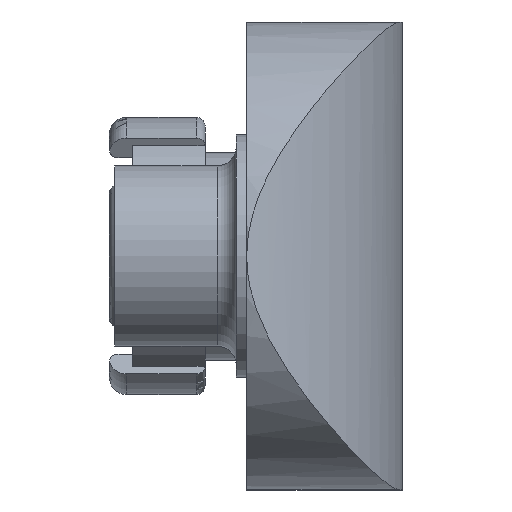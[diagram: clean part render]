
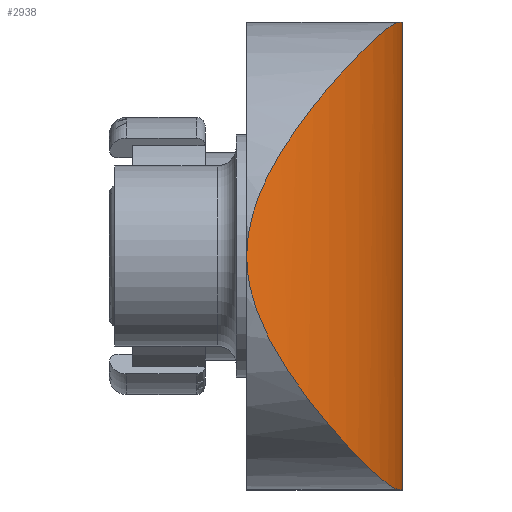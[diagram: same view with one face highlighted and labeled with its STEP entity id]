
A CAD part, left-side view. The second image highlights one B-rep face of the part: STEP entity #2938.
In plain terms, the highlighted cylindrical face has radius 9.45 mm (diameter 18.901 mm), a partial arc.
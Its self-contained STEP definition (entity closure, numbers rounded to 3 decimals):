
#9 = CARTESIAN_POINT ( 'NONE',  ( -13.098, 4.337, 1.192 ) ) ;
#15 = DIRECTION ( 'NONE',  ( 0., 0., 1. ) ) ;
#17 = CARTESIAN_POINT ( 'NONE',  ( -13.187, 4.479, -0.481 ) ) ;
#19 = FACE_OUTER_BOUND ( 'NONE', #3533, .T. ) ;
#49 = CARTESIAN_POINT ( 'NONE',  ( -10.961, 1.988, -5.039 ) ) ;
#81 = CARTESIAN_POINT ( 'NONE',  ( -12.805, 3.907, -2.286 ) ) ;
#172 = LINE ( 'NONE', #3628, #3572 ) ;
#235 = B_SPLINE_CURVE_WITH_KNOTS ( 'NONE', 3,
 ( #2405, #886, #384, #370, #3557, #324, #3279, #2420, #49, #655, #643, #2115, #1197, #3264, #81, #1250, #1492, #3295, #1782, #17, #2946, #971 ),
 .UNSPECIFIED., .F., .F.,
 ( 4, 2, 2, 2, 2, 2, 2, 2, 2, 2, 4 ),
 ( 0., 0.001, 0.003, 0.004, 0.006, 0.007, 0.009, 0.009, 0.01, 0.011, 0.012 ),
 .UNSPECIFIED. ) ;
#283 = CARTESIAN_POINT ( 'NONE',  ( -10.641, 1.747, 5.309 ) ) ;
#324 = CARTESIAN_POINT ( 'NONE',  ( -9.557, 1.078, -6.009 ) ) ;
#327 = CARTESIAN_POINT ( 'NONE',  ( -11.396, 2.356, 4.598 ) ) ;
#370 = CARTESIAN_POINT ( 'NONE',  ( -8.305, 0.53, -6.507 ) ) ;
#384 = CARTESIAN_POINT ( 'NONE',  ( -7.401, 0.26, -6.699 ) ) ;
#586 = CARTESIAN_POINT ( 'NONE',  ( -8.739, 0.705, 6.354 ) ) ;
#600 = EDGE_CURVE ( 'NONE', #2070, #1116, #235, .T. ) ;
#610 = CARTESIAN_POINT ( 'NONE',  ( -12.813, 3.913, 2.292 ) ) ;
#643 = CARTESIAN_POINT ( 'NONE',  ( -11.803, 2.73, -4.133 ) ) ;
#655 = CARTESIAN_POINT ( 'NONE',  ( -11.541, 2.478, -4.452 ) ) ;
#675 = CARTESIAN_POINT ( 'NONE',  ( -13.2, 4.5, 0. ) ) ;
#683 = ORIENTED_EDGE ( 'NONE', *, *, #1056, .F. ) ;
#886 = CARTESIAN_POINT ( 'NONE',  ( -6.934, 0.157, -6.75 ) ) ;
#928 = AXIS2_PLACEMENT_3D ( 'NONE', #2752, #962, #2212 ) ;
#962 = DIRECTION ( 'NONE',  ( 0., 0., 1. ) ) ;
#971 = CARTESIAN_POINT ( 'NONE',  ( -13.2, 4.5, 0. ) ) ;
#1056 = EDGE_CURVE ( 'NONE', #3704, #1192, #172, .T. ) ;
#1116 = VERTEX_POINT ( 'NONE', #675 ) ;
#1151 = CARTESIAN_POINT ( 'NONE',  ( -11.922, 2.856, 3.958 ) ) ;
#1192 = VERTEX_POINT ( 'NONE', #1304 ) ;
#1197 = CARTESIAN_POINT ( 'NONE',  ( -12.472, 3.47, -3.078 ) ) ;
#1199 = CARTESIAN_POINT ( 'NONE',  ( -12.271, 3.228, 3.442 ) ) ;
#1250 = CARTESIAN_POINT ( 'NONE',  ( -12.942, 4.102, -1.861 ) ) ;
#1304 = CARTESIAN_POINT ( 'NONE',  ( -5.15, 0., -6.75 ) ) ;
#1335 = AXIS2_PLACEMENT_3D ( 'NONE', #2666, #15, #2649 ) ;
#1492 = CARTESIAN_POINT ( 'NONE',  ( -13.001, 4.19, -1.642 ) ) ;
#1577 = ORIENTED_EDGE ( 'NONE', *, *, #600, .F. ) ;
#1743 = CARTESIAN_POINT ( 'NONE',  ( -8.949, 0.794, 6.274 ) ) ;
#1757 = CARTESIAN_POINT ( 'NONE',  ( -8.081, 0.463, 6.554 ) ) ;
#1782 = CARTESIAN_POINT ( 'NONE',  ( -13.136, 4.397, -0.96 ) ) ;
#1872 = CARTESIAN_POINT ( 'NONE',  ( -5.15, 9.45, -7.25 ) ) ;
#1882 = DIRECTION ( 'NONE',  ( 0., 0., -1. ) ) ;
#2070 = VERTEX_POINT ( 'NONE', #2966 ) ;
#2073 = CARTESIAN_POINT ( 'NONE',  ( -11.534, 2.48, 4.445 ) ) ;
#2089 = CARTESIAN_POINT ( 'NONE',  ( -11.797, 2.73, 4.125 ) ) ;
#2101 = CYLINDRICAL_SURFACE ( 'NONE', #2351, 9.45 ) ;
#2115 = CARTESIAN_POINT ( 'NONE',  ( -12.271, 3.228, -3.443 ) ) ;
#2138 = CARTESIAN_POINT ( 'NONE',  ( -5.15, 0., 6.75 ) ) ;
#2212 = DIRECTION ( 'NONE',  ( -1., 0., 0. ) ) ;
#2256 = ORIENTED_EDGE ( 'NONE', *, *, #3490, .T. ) ;
#2324 = CIRCLE ( 'NONE', #1335, 9.45 ) ;
#2332 = CARTESIAN_POINT ( 'NONE',  ( -13.2, 4.5, 0. ) ) ;
#2351 = AXIS2_PLACEMENT_3D ( 'NONE', #1872, #3063, #3377 ) ;
#2374 = CARTESIAN_POINT ( 'NONE',  ( -9.935, 1.29, 5.797 ) ) ;
#2405 = CARTESIAN_POINT ( 'NONE',  ( -6.45, 0.09, -6.75 ) ) ;
#2420 = CARTESIAN_POINT ( 'NONE',  ( -10.642, 1.748, -5.308 ) ) ;
#2589 = CARTESIAN_POINT ( 'NONE',  ( -13.2, 4.5, 0.24 ) ) ;
#2619 = CARTESIAN_POINT ( 'NONE',  ( -7.401, 0.26, 6.699 ) ) ;
#2634 = EDGE_CURVE ( 'NONE', #1116, #3355, #2822, .T. ) ;
#2641 = CARTESIAN_POINT ( 'NONE',  ( -6.45, 0.09, 6.75 ) ) ;
#2649 = DIRECTION ( 'NONE',  ( -1., 0., 0. ) ) ;
#2666 = CARTESIAN_POINT ( 'NONE',  ( -5.15, 9.45, -6.75 ) ) ;
#2752 = CARTESIAN_POINT ( 'NONE',  ( -5.15, 9.45, 6.75 ) ) ;
#2822 = B_SPLINE_CURVE_WITH_KNOTS ( 'NONE', 3,
 ( #2332, #2589, #2888, #3432, #9, #2949, #610, #2936, #1199, #1151, #2089, #2073, #327, #2917, #283, #2374, #3512, #1743, #586, #3219, #1757, #2619, #2965, #2641 ),
 .UNSPECIFIED., .F., .F.,
 ( 4, 2, 2, 2, 2, 2, 2, 2, 2, 2, 2, 4 ),
 ( 0.012, 0.012, 0.013, 0.014, 0.016, 0.017, 0.017, 0.019, 0.02, 0.021, 0.022, 0.023 ),
 .UNSPECIFIED. ) ;
#2888 = CARTESIAN_POINT ( 'NONE',  ( -13.187, 4.479, 0.481 ) ) ;
#2917 = CARTESIAN_POINT ( 'NONE',  ( -10.96, 1.987, 5.039 ) ) ;
#2936 = CARTESIAN_POINT ( 'NONE',  ( -12.473, 3.47, 3.078 ) ) ;
#2938 = ADVANCED_FACE ( 'NONE', ( #19 ), #2101, .T. ) ;
#2946 = CARTESIAN_POINT ( 'NONE',  ( -13.2, 4.5, -0.24 ) ) ;
#2949 = CARTESIAN_POINT ( 'NONE',  ( -12.953, 4.117, 1.866 ) ) ;
#2965 = CARTESIAN_POINT ( 'NONE',  ( -6.934, 0.157, 6.75 ) ) ;
#2966 = CARTESIAN_POINT ( 'NONE',  ( -6.45, 0.09, -6.75 ) ) ;
#3063 = DIRECTION ( 'NONE',  ( 0., 0., 1. ) ) ;
#3070 = ORIENTED_EDGE ( 'NONE', *, *, #2634, .F. ) ;
#3100 = CARTESIAN_POINT ( 'NONE',  ( -6.45, 0.09, 6.75 ) ) ;
#3219 = CARTESIAN_POINT ( 'NONE',  ( -8.305, 0.539, 6.494 ) ) ;
#3264 = CARTESIAN_POINT ( 'NONE',  ( -12.728, 3.802, -2.489 ) ) ;
#3279 = CARTESIAN_POINT ( 'NONE',  ( -9.937, 1.291, -5.795 ) ) ;
#3295 = CARTESIAN_POINT ( 'NONE',  ( -13.098, 4.337, -1.192 ) ) ;
#3355 = VERTEX_POINT ( 'NONE', #3100 ) ;
#3359 = CIRCLE ( 'NONE', #928, 9.45 ) ;
#3377 = DIRECTION ( 'NONE',  ( 1., 0., 0. ) ) ;
#3432 = CARTESIAN_POINT ( 'NONE',  ( -13.136, 4.397, 0.961 ) ) ;
#3490 = EDGE_CURVE ( 'NONE', #2070, #1192, #2324, .T. ) ;
#3510 = ORIENTED_EDGE ( 'NONE', *, *, #3758, .F. ) ;
#3512 = CARTESIAN_POINT ( 'NONE',  ( -9.556, 1.078, 6.009 ) ) ;
#3533 = EDGE_LOOP ( 'NONE', ( #2256, #683, #3510, #3070, #1577 ) ) ;
#3557 = CARTESIAN_POINT ( 'NONE',  ( -8.744, 0.699, -6.364 ) ) ;
#3572 = VECTOR ( 'NONE', #1882, 1000. ) ;
#3628 = CARTESIAN_POINT ( 'NONE',  ( -5.15, 0., -7.25 ) ) ;
#3704 = VERTEX_POINT ( 'NONE', #2138 ) ;
#3758 = EDGE_CURVE ( 'NONE', #3355, #3704, #3359, .T. ) ;
